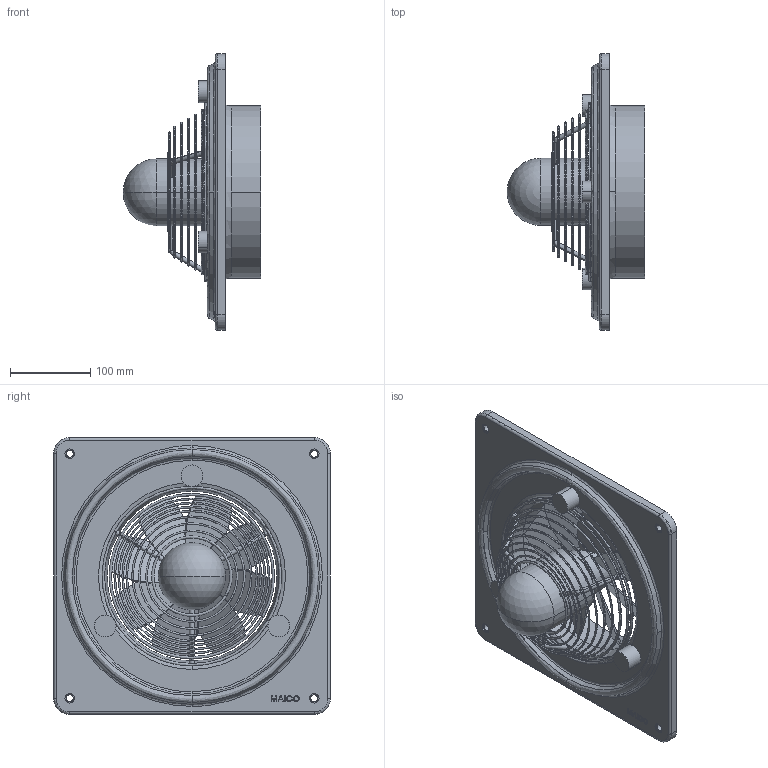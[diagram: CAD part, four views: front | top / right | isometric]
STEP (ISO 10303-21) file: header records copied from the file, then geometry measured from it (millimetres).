
FILE_DESCRIPTION (( 'STEP AP214' ), '1' );
FILE_NAME ('0083.0484.STEP', '2015-02-07T11:25:24', ( '' ), ( '' ), 'SwSTEP 2.0', 'SolidWorks 2013', '' );
FILE_SCHEMA (( 'AUTOMOTIVE_DESIGN' ));
Length unit declared in the file: millimetre
Products named in the file (1): 0083.0484
Bounding box: 172 x 345 x 345 mm (x, y, z)
Volume: 1023247.4 mm3; surface area: 459122.2 mm2
Topology: 5 solids, 8 shells, 507 faces, 1449 edges, 940 vertices
Faces by surface type: plane 245, bspline 114, cylinder 112, cone 32, sphere 4
Entity records: 29488 total; most frequent: CARTESIAN_POINT 11188, ORIENTED_EDGE 2890, DIRECTION 2343, EDGE_CURVE 1445, VERTEX_POINT 938, AXIS2_PLACEMENT_3D 839, VECTOR 665, LINE 665
